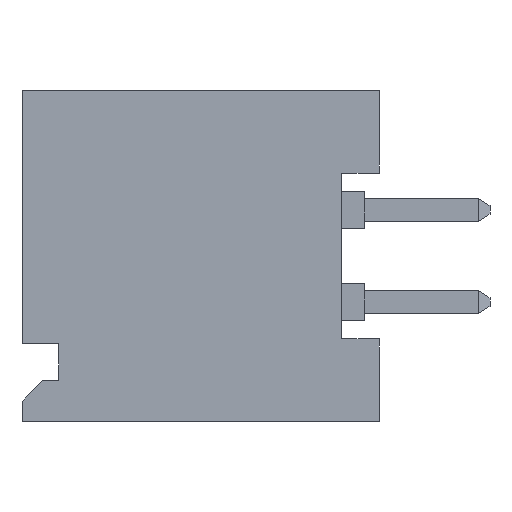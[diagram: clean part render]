
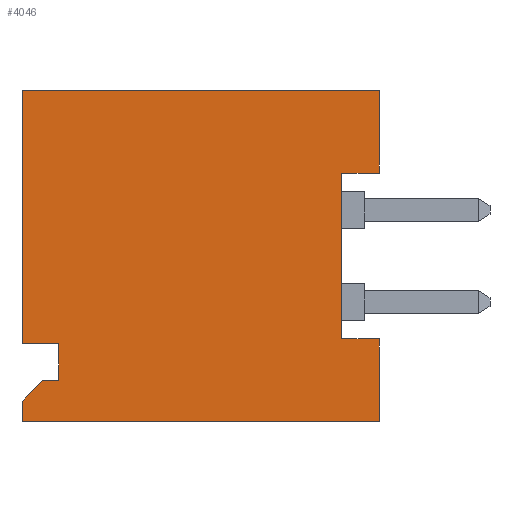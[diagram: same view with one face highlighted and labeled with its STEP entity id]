
A CAD part, left-side view. The second image highlights one B-rep face of the part: STEP entity #4046.
In plain terms, the highlighted planar face has unit normal (-1, 0, 0).
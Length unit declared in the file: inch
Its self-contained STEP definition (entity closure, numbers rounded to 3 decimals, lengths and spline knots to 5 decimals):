
#3338 = ORIENTED_EDGE ( 'NONE', *, *, #4363, .T. ) ;
#3688 = VERTEX_POINT ( 'NONE', #8525 ) ;
#3785 = EDGE_CURVE ( 'NONE', #3688, #3794, #8605, .T. ) ;
#3794 = VERTEX_POINT ( 'NONE', #8596 ) ;
#3824 = VERTEX_POINT ( 'NONE', #8623 ) ;
#3858 = VERTEX_POINT ( 'NONE', #8698 ) ;
#3882 = EDGE_CURVE ( 'NONE', #3883, #3885, #8734, .T. ) ;
#3883 = VERTEX_POINT ( 'NONE', #8725 ) ;
#3885 = VERTEX_POINT ( 'NONE', #8724 ) ;
#3938 = EDGE_CURVE ( 'NONE', #3824, #3939, #8804, .T. ) ;
#3939 = VERTEX_POINT ( 'NONE', #8800 ) ;
#3956 = EDGE_CURVE ( 'NONE', #4042, #3972, #8785, .T. ) ;
#3963 = EDGE_CURVE ( 'NONE', #4025, #3974, #8837, .T. ) ;
#3965 = EDGE_LOOP ( 'NONE', ( #4047, #3338, #4346, #4347, #4349, #4351, #4356, #4358, #10347, #4365, #4367, #4369, #4373 ) ) ;
#3972 = VERTEX_POINT ( 'NONE', #8826 ) ;
#3974 = VERTEX_POINT ( 'NONE', #8825 ) ;
#4002 = EDGE_CURVE ( 'NONE', #4005, #3858, #8872, .T. ) ;
#4005 = VERTEX_POINT ( 'NONE', #8868 ) ;
#4025 = VERTEX_POINT ( 'NONE', #8849 ) ;
#4042 = VERTEX_POINT ( 'NONE', #8883 ) ;
#4046 = ADVANCED_FACE ( 'NONE', ( #8882 ), #8881, .F. ) ;
#4047 = ORIENTED_EDGE ( 'NONE', *, *, #3956, .T. ) ;
#4058 = EDGE_CURVE ( 'NONE', #3939, #3974, #8930, .T. ) ;
#4346 = ORIENTED_EDGE ( 'NONE', *, *, #3882, .F. ) ;
#4347 = ORIENTED_EDGE ( 'NONE', *, *, #4348, .T. ) ;
#4348 = EDGE_CURVE ( 'NONE', #3883, #4005, #9205, .T. ) ;
#4349 = ORIENTED_EDGE ( 'NONE', *, *, #4002, .T. ) ;
#4351 = ORIENTED_EDGE ( 'NONE', *, *, #4353, .F. ) ;
#4353 = EDGE_CURVE ( 'NONE', #3794, #3858, #9261, .T. ) ;
#4356 = ORIENTED_EDGE ( 'NONE', *, *, #3785, .F. ) ;
#4358 = ORIENTED_EDGE ( 'NONE', *, *, #4359, .F. ) ;
#4359 = EDGE_CURVE ( 'NONE', #4025, #3688, #9257, .T. ) ;
#4363 = EDGE_CURVE ( 'NONE', #3972, #3885, #9248, .T. ) ;
#4365 = ORIENTED_EDGE ( 'NONE', *, *, #4058, .F. ) ;
#4367 = ORIENTED_EDGE ( 'NONE', *, *, #3938, .F. ) ;
#4369 = ORIENTED_EDGE ( 'NONE', *, *, #4371, .F. ) ;
#4371 = EDGE_CURVE ( 'NONE', #4372, #3824, #9244, .T. ) ;
#4372 = VERTEX_POINT ( 'NONE', #9240 ) ;
#4373 = ORIENTED_EDGE ( 'NONE', *, *, #4374, .F. ) ;
#4374 = EDGE_CURVE ( 'NONE', #4042, #4372, #9239, .T. ) ;
#8525 = CARTESIAN_POINT ( 'NONE',  ( -0.4, 0.041, 0.09 ) ) ;
#8596 = CARTESIAN_POINT ( 'NONE',  ( -0.4, 0.041, -0.09 ) ) ;
#8602 = DIRECTION ( 'NONE',  ( 0., 0., -1. ) ) ;
#8603 = VECTOR ( 'NONE', #8602, 39.37008 ) ;
#8604 = CARTESIAN_POINT ( 'NONE',  ( -0.4, 0.041, -0.09 ) ) ;
#8605 = LINE ( 'NONE', #8604, #8603 ) ;
#8623 = CARTESIAN_POINT ( 'NONE',  ( -0.4, 0.388, -0.095 ) ) ;
#8698 = CARTESIAN_POINT ( 'NONE',  ( -0.4, 0., -0.09 ) ) ;
#8724 = CARTESIAN_POINT ( 'NONE',  ( -0.4, 0.388, -0.1575 ) ) ;
#8725 = CARTESIAN_POINT ( 'NONE',  ( -0.4, 0.388, -0.18 ) ) ;
#8726 = DIRECTION ( 'NONE',  ( 0., 0., 1. ) ) ;
#8727 = VECTOR ( 'NONE', #8726, 39.37008 ) ;
#8728 = CARTESIAN_POINT ( 'NONE',  ( -0.4, 0.388, -0.18 ) ) ;
#8734 = LINE ( 'NONE', #8728, #8727 ) ;
#8779 = DIRECTION ( 'NONE',  ( 0., 1., 0. ) ) ;
#8780 = VECTOR ( 'NONE', #8779, 39.37008 ) ;
#8781 = CARTESIAN_POINT ( 'NONE',  ( -0.4, 0.348, -0.135 ) ) ;
#8785 = LINE ( 'NONE', #8781, #8780 ) ;
#8800 = CARTESIAN_POINT ( 'NONE',  ( -0.4, 0.388, 0.18 ) ) ;
#8801 = DIRECTION ( 'NONE',  ( 0., 0., 1. ) ) ;
#8802 = VECTOR ( 'NONE', #8801, 39.37008 ) ;
#8803 = CARTESIAN_POINT ( 'NONE',  ( -0.4, 0.388, -0.18 ) ) ;
#8804 = LINE ( 'NONE', #8803, #8802 ) ;
#8825 = CARTESIAN_POINT ( 'NONE',  ( -0.4, 0., 0.18 ) ) ;
#8826 = CARTESIAN_POINT ( 'NONE',  ( -0.4, 0.3655, -0.135 ) ) ;
#8834 = DIRECTION ( 'NONE',  ( 0., 0., 1. ) ) ;
#8835 = VECTOR ( 'NONE', #8834, 39.37008 ) ;
#8836 = CARTESIAN_POINT ( 'NONE',  ( -0.4, 0., -0.18 ) ) ;
#8837 = LINE ( 'NONE', #8836, #8835 ) ;
#8849 = CARTESIAN_POINT ( 'NONE',  ( -0.4, 0., 0.09 ) ) ;
#8868 = CARTESIAN_POINT ( 'NONE',  ( -0.4, 0., -0.18 ) ) ;
#8869 = DIRECTION ( 'NONE',  ( 0., 0., 1. ) ) ;
#8870 = VECTOR ( 'NONE', #8869, 39.37008 ) ;
#8871 = CARTESIAN_POINT ( 'NONE',  ( -0.4, 0., -0.18 ) ) ;
#8872 = LINE ( 'NONE', #8871, #8870 ) ;
#8876 = DIRECTION ( 'NONE',  ( 0., 0., -1. ) ) ;
#8877 = DIRECTION ( 'NONE',  ( 1., 0., 0. ) ) ;
#8878 = CARTESIAN_POINT ( 'NONE',  ( -0.4, 0.388, -0.18 ) ) ;
#8879 = AXIS2_PLACEMENT_3D ( 'NONE', #8878, #8877, #8876 ) ;
#8881 = PLANE ( 'NONE',  #8879 ) ;
#8882 = FACE_OUTER_BOUND ( 'NONE', #3965, .T. ) ;
#8883 = CARTESIAN_POINT ( 'NONE',  ( -0.4, 0.348, -0.135 ) ) ;
#8927 = DIRECTION ( 'NONE',  ( 0., -1., 0. ) ) ;
#8928 = VECTOR ( 'NONE', #8927, 39.37008 ) ;
#8929 = CARTESIAN_POINT ( 'NONE',  ( -0.4, 0.388, 0.18 ) ) ;
#8930 = LINE ( 'NONE', #8929, #8928 ) ;
#9200 = VECTOR ( 'NONE', #9262, 39.37008 ) ;
#9201 = CARTESIAN_POINT ( 'NONE',  ( -0.4, 0.388, -0.18 ) ) ;
#9205 = LINE ( 'NONE', #9201, #9200 ) ;
#9236 = DIRECTION ( 'NONE',  ( 0., 0., 1. ) ) ;
#9237 = VECTOR ( 'NONE', #9236, 39.37008 ) ;
#9238 = CARTESIAN_POINT ( 'NONE',  ( -0.4, 0.348, -0.135 ) ) ;
#9239 = LINE ( 'NONE', #9238, #9237 ) ;
#9240 = CARTESIAN_POINT ( 'NONE',  ( -0.4, 0.348, -0.095 ) ) ;
#9241 = DIRECTION ( 'NONE',  ( 0., 1., 0. ) ) ;
#9242 = VECTOR ( 'NONE', #9241, 39.37008 ) ;
#9243 = CARTESIAN_POINT ( 'NONE',  ( -0.4, 0.348, -0.095 ) ) ;
#9244 = LINE ( 'NONE', #9243, #9242 ) ;
#9245 = DIRECTION ( 'NONE',  ( 0., 0.707, -0.707 ) ) ;
#9246 = VECTOR ( 'NONE', #9245, 39.37008 ) ;
#9247 = CARTESIAN_POINT ( 'NONE',  ( -0.4, 0.3655, -0.135 ) ) ;
#9248 = LINE ( 'NONE', #9247, #9246 ) ;
#9254 = DIRECTION ( 'NONE',  ( 0., 1., 0. ) ) ;
#9255 = VECTOR ( 'NONE', #9254, 39.37008 ) ;
#9256 = CARTESIAN_POINT ( 'NONE',  ( -0.4, 0., 0.09 ) ) ;
#9257 = LINE ( 'NONE', #9256, #9255 ) ;
#9258 = DIRECTION ( 'NONE',  ( 0., -1., 0. ) ) ;
#9259 = VECTOR ( 'NONE', #9258, 39.37008 ) ;
#9260 = CARTESIAN_POINT ( 'NONE',  ( -0.4, 0., -0.09 ) ) ;
#9261 = LINE ( 'NONE', #9260, #9259 ) ;
#9262 = DIRECTION ( 'NONE',  ( 0., -1., 0. ) ) ;
#10347 = ORIENTED_EDGE ( 'NONE', *, *, #3963, .T. ) ;
